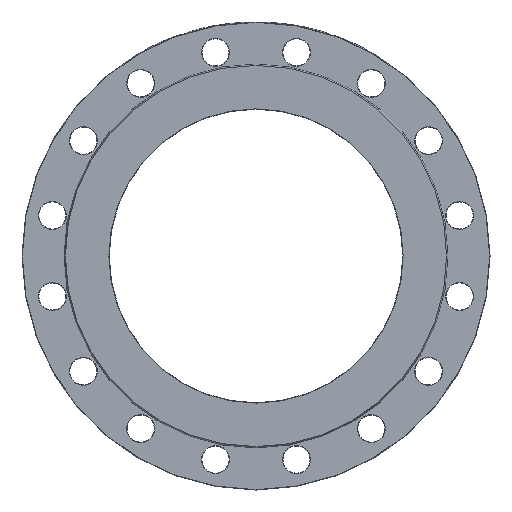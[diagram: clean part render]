
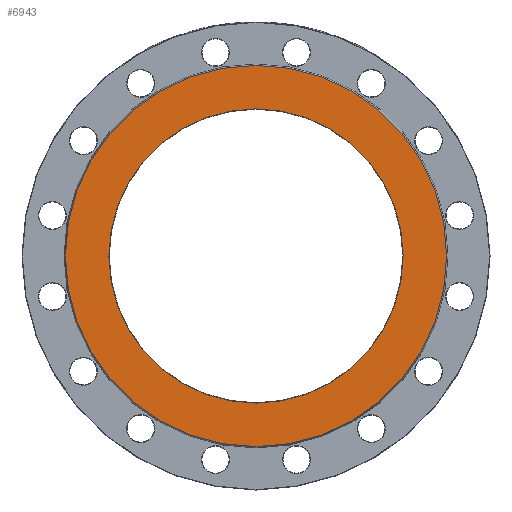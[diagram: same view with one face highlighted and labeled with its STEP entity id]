
A CAD part, left-side view. The second image highlights one B-rep face of the part: STEP entity #6943.
In plain terms, the highlighted planar face has unit normal (-1, 0, 0).
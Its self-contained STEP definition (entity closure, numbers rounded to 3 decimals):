
#40 = FACE_OUTER_BOUND ( 'NONE', #9753, .T. ) ;
#529 = EDGE_LOOP ( 'NONE', ( #2568 ) ) ;
#838 = EDGE_CURVE ( 'NONE', #7920, #7920, #8627, .T. ) ;
#1017 = AXIS2_PLACEMENT_3D ( 'NONE', #9704, #8966, #6249 ) ;
#1068 = CARTESIAN_POINT ( 'NONE',  ( 0., 0., 0. ) ) ;
#1811 = DIRECTION ( 'NONE',  ( 0., 0., -1. ) ) ;
#1863 = PLANE ( 'NONE',  #3025 ) ;
#1964 = CIRCLE ( 'NONE', #2131, 194.9 ) ;
#2131 = AXIS2_PLACEMENT_3D ( 'NONE', #1068, #7878, #1811 ) ;
#2568 = ORIENTED_EDGE ( 'NONE', *, *, #10902, .T. ) ;
#3025 = AXIS2_PLACEMENT_3D ( 'NONE', #3616, #6222, #9505 ) ;
#3616 = CARTESIAN_POINT ( 'NONE',  ( 0., 194.4, 0. ) ) ;
#5996 = FACE_BOUND ( 'NONE', #529, .T. ) ;
#6038 = CARTESIAN_POINT ( 'NONE',  ( 0., 0., 252.5 ) ) ;
#6222 = DIRECTION ( 'NONE',  ( 1., 0., 0. ) ) ;
#6249 = DIRECTION ( 'NONE',  ( 0., 0., 1. ) ) ;
#6943 = ADVANCED_FACE ( 'NONE', ( #5996, #40 ), #1863, .F. ) ;
#7878 = DIRECTION ( 'NONE',  ( 1., 0., 0. ) ) ;
#7920 = VERTEX_POINT ( 'NONE', #6038 ) ;
#8627 = CIRCLE ( 'NONE', #1017, 252.5 ) ;
#8966 = DIRECTION ( 'NONE',  ( -1., 0., 0. ) ) ;
#9465 = VERTEX_POINT ( 'NONE', #10372 ) ;
#9505 = DIRECTION ( 'NONE',  ( 0., 0., -1. ) ) ;
#9704 = CARTESIAN_POINT ( 'NONE',  ( 0., 0., 0. ) ) ;
#9753 = EDGE_LOOP ( 'NONE', ( #10375 ) ) ;
#10372 = CARTESIAN_POINT ( 'NONE',  ( 0., 0., -194.9 ) ) ;
#10375 = ORIENTED_EDGE ( 'NONE', *, *, #838, .T. ) ;
#10902 = EDGE_CURVE ( 'NONE', #9465, #9465, #1964, .T. ) ;
